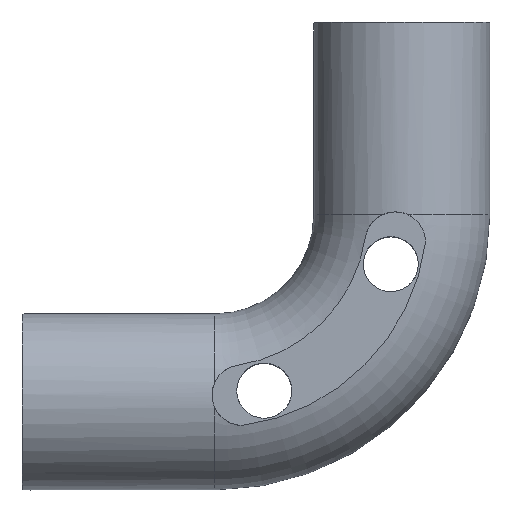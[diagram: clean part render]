
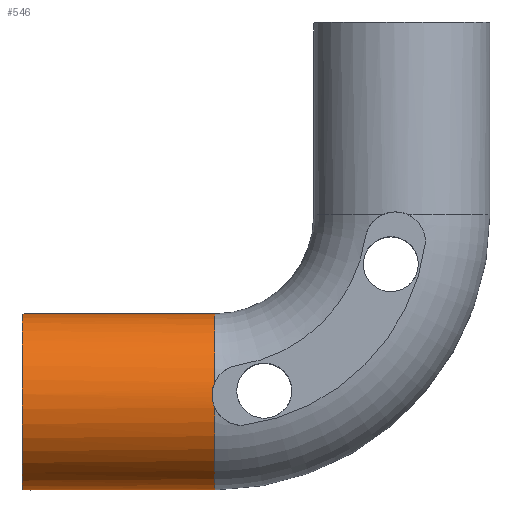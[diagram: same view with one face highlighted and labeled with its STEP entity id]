
A CAD part, top view. The second image highlights one B-rep face of the part: STEP entity #546.
In plain terms, the highlighted cylindrical face has radius 16 mm (diameter 32 mm), a partial arc.
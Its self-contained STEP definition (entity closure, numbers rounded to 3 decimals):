
#175=CARTESIAN_POINT('',(16.0,0.0,0.0));
#176=VERTEX_POINT('',#175);
#184=CARTESIAN_POINT('',(16.0,33.0,0.0));
#185=VERTEX_POINT('',#184);
#186=CARTESIAN_POINT('',(16.0,0.0,0.0));
#187=DIRECTION('',(0.0,1.0,0.0));
#188=VECTOR('',#187,33.0);
#189=LINE('',#186,#188);
#190=EDGE_CURVE('',#176,#185,#189,.T.);
#377=CARTESIAN_POINT('',(-16.0,33.0,0.0));
#378=VERTEX_POINT('',#377);
#385=CARTESIAN_POINT('',(-16.0,0.0,0.0));
#386=VERTEX_POINT('',#385);
#387=CARTESIAN_POINT('',(-16.0,0.0,0.0));
#388=DIRECTION('',(0.0,1.0,0.0));
#389=VECTOR('',#388,33.0);
#390=LINE('',#387,#389);
#391=EDGE_CURVE('',#386,#378,#390,.T.);
#409=CARTESIAN_POINT('',(15.875,35.0,-2.));
#410=VERTEX_POINT('',#409);
#411=CARTESIAN_POINT('',(16.0,33.0,0.));
#412=CARTESIAN_POINT('',(16.0,33.251,0.));
#413=CARTESIAN_POINT('',(16.,33.519,-0.05));
#414=CARTESIAN_POINT('',(15.998,34.012,-0.254));
#415=CARTESIAN_POINT('',(15.996,34.237,-0.408));
#416=CARTESIAN_POINT('',(15.983,34.592,-0.764));
#417=CARTESIAN_POINT('',(15.971,34.746,-0.989));
#418=CARTESIAN_POINT('',(15.933,34.95,-1.482));
#419=CARTESIAN_POINT('',(15.906,35.,-1.75));
#420=CARTESIAN_POINT('',(15.875,35.,-2.));
#421=B_SPLINE_CURVE_WITH_KNOTS('',3,(#411,#412,#413,#414,#415,#416,#417,#418,#419,#420),.UNSPECIFIED.,.F.,.U.,(4,2,2,2,4),(0.606,0.681,0.757,0.832,0.908),.UNSPECIFIED.);
#422=EDGE_CURVE('',#185,#410,#421,.T.);
#455=CARTESIAN_POINT('',(-15.875,35.0,-2.));
#456=VERTEX_POINT('',#455);
#457=CARTESIAN_POINT('',(0.0,35.0,0.0));
#458=DIRECTION('',(0.0,1.0,0.0));
#459=DIRECTION('',(-1.0,0.0,0.0));
#460=AXIS2_PLACEMENT_3D('',#457,#458,#459);
#461=CIRCLE('',#460,16.0);
#462=EDGE_CURVE('',#410,#456,#461,.T.);
#482=CARTESIAN_POINT('',(0.0,0.0,0.0));
#483=DIRECTION('',(0.0,1.0,0.0));
#484=DIRECTION('',(-1.0,0.0,0.0));
#485=AXIS2_PLACEMENT_3D('',#482,#483,#484);
#486=CYLINDRICAL_SURFACE('',#485,16.0);
#487=ORIENTED_EDGE('',*,*,#422,.F.);
#488=ORIENTED_EDGE('',*,*,#190,.F.);
#489=CARTESIAN_POINT('',(1.083,0.0,-15.963));
#490=VERTEX_POINT('',#489);
#491=CARTESIAN_POINT('',(0.0,0.0,0.0));
#492=DIRECTION('',(0.0,1.0,0.0));
#493=DIRECTION('',(-1.0,0.0,0.0));
#494=AXIS2_PLACEMENT_3D('',#491,#492,#493);
#495=CIRCLE('',#494,16.0);
#496=EDGE_CURVE('',#176,#490,#495,.T.);
#497=ORIENTED_EDGE('',*,*,#496,.T.);
#498=CARTESIAN_POINT('',(0.,0.366,-16.0));
#499=VERTEX_POINT('',#498);
#500=CARTESIAN_POINT('',(1.083,0.,-15.963));
#501=CARTESIAN_POINT('',(1.02,0.029,-15.968));
#502=CARTESIAN_POINT('',(0.957,0.056,-15.971));
#503=CARTESIAN_POINT('',(0.604,0.202,-15.991));
#504=CARTESIAN_POINT('',(0.303,0.297,-16.0));
#505=CARTESIAN_POINT('',(0.,0.366,-16.0));
#506=B_SPLINE_CURVE_WITH_KNOTS('',3,(#500,#501,#502,#503,#504,#505),.UNSPECIFIED.,.F.,.U.,(4,2,4),(0.605,0.625,0.714),.UNSPECIFIED.);
#507=EDGE_CURVE('',#490,#499,#506,.T.);
#508=ORIENTED_EDGE('',*,*,#507,.T.);
#509=CARTESIAN_POINT('',(-3.5,0.0,-15.613));
#510=VERTEX_POINT('',#509);
#511=CARTESIAN_POINT('',(0.,0.366,-16.0));
#512=CARTESIAN_POINT('',(-0.405,0.457,-16.0));
#513=CARTESIAN_POINT('',(-0.814,0.5,-15.984));
#514=CARTESIAN_POINT('',(-1.913,0.5,-15.901));
#515=CARTESIAN_POINT('',(-2.656,0.357,-15.793));
#516=CARTESIAN_POINT('',(-3.39,0.049,-15.637));
#517=CARTESIAN_POINT('',(-3.445,0.025,-15.625));
#518=CARTESIAN_POINT('',(-3.5,0.0,-15.613));
#519=B_SPLINE_CURVE_WITH_KNOTS('',3,(#511,#512,#513,#514,#515,#516,#517,#518),.UNSPECIFIED.,.F.,.U.,(4,2,2,4),(0.714,0.832,1.044,1.062),.UNSPECIFIED.);
#520=EDGE_CURVE('',#499,#510,#519,.T.);
#521=ORIENTED_EDGE('',*,*,#520,.T.);
#522=CARTESIAN_POINT('',(0.0,0.0,0.0));
#523=DIRECTION('',(0.0,1.0,0.0));
#524=DIRECTION('',(-1.0,0.0,0.0));
#525=AXIS2_PLACEMENT_3D('',#522,#523,#524);
#526=CIRCLE('',#525,16.0);
#527=EDGE_CURVE('',#510,#386,#526,.T.);
#528=ORIENTED_EDGE('',*,*,#527,.T.);
#529=ORIENTED_EDGE('',*,*,#391,.T.);
#530=CARTESIAN_POINT('',(-15.875,35.0,-2.));
#531=CARTESIAN_POINT('',(-15.906,35.0,-1.75));
#532=CARTESIAN_POINT('',(-15.933,34.95,-1.482));
#533=CARTESIAN_POINT('',(-15.971,34.746,-0.989));
#534=CARTESIAN_POINT('',(-15.983,34.592,-0.764));
#535=CARTESIAN_POINT('',(-15.996,34.237,-0.408));
#536=CARTESIAN_POINT('',(-15.998,34.012,-0.254));
#537=CARTESIAN_POINT('',(-16.,33.519,-0.05));
#538=CARTESIAN_POINT('',(-16.0,33.251,0.));
#539=CARTESIAN_POINT('',(-16.0,33.,0.));
#540=B_SPLINE_CURVE_WITH_KNOTS('',3,(#530,#531,#532,#533,#534,#535,#536,#537,#538,#539),.UNSPECIFIED.,.F.,.U.,(4,2,2,2,4),(0.304,0.38,0.455,0.53,0.606),.UNSPECIFIED.);
#541=EDGE_CURVE('',#456,#378,#540,.T.);
#542=ORIENTED_EDGE('',*,*,#541,.F.);
#543=ORIENTED_EDGE('',*,*,#462,.F.);
#544=EDGE_LOOP('',(#487,#488,#497,#508,#521,#528,#529,#542,#543));
#545=FACE_OUTER_BOUND('',#544,.T.);
#546=ADVANCED_FACE('',(#545),#486,.T.);
